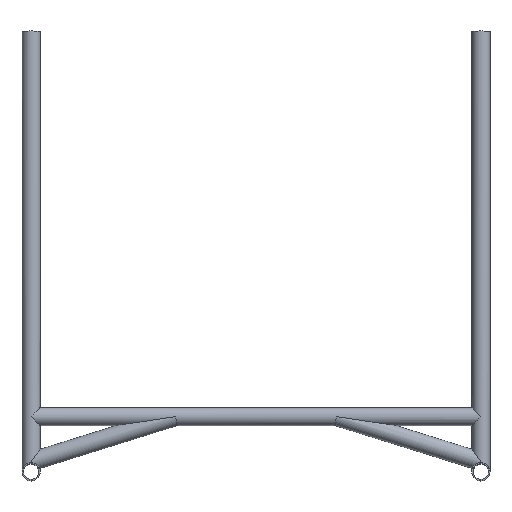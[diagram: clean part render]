
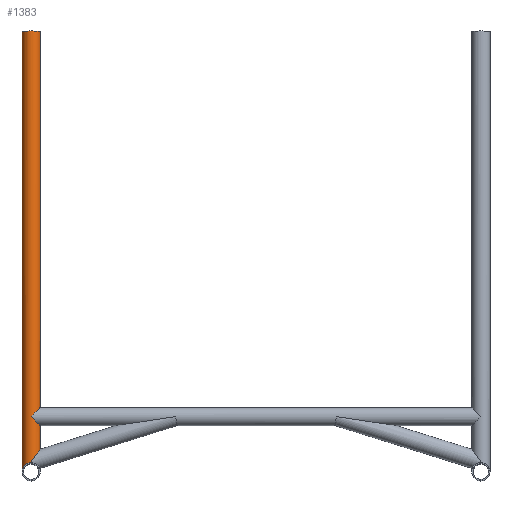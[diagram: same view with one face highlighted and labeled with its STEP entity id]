
A CAD part, top view. The second image highlights one B-rep face of the part: STEP entity #1383.
In plain terms, the highlighted cylindrical face has radius 28.25 mm (diameter 56.5 mm), a partial arc.
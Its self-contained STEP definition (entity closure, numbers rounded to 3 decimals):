
#44 = VECTOR ( 'NONE', #313, 1000. ) ;
#59 = CARTESIAN_POINT ( 'NONE',  ( -728.25, 1200., 0. ) ) ;
#169 = DIRECTION ( 'NONE',  ( 1., 0., 0. ) ) ;
#220 = ORIENTED_EDGE ( 'NONE', *, *, #1928, .F. ) ;
#301 = VERTEX_POINT ( 'NONE', #59 ) ;
#304 = FACE_OUTER_BOUND ( 'NONE', #316, .T. ) ;
#313 = DIRECTION ( 'NONE',  ( 0., -1., 0. ) ) ;
#316 = EDGE_LOOP ( 'NONE', ( #220, #891, #904, #435 ) ) ;
#330 = CARTESIAN_POINT ( 'NONE',  ( -671.75, 1200., 0. ) ) ;
#335 = CARTESIAN_POINT ( 'NONE',  ( -728.25, 1200., 0. ) ) ;
#435 = ORIENTED_EDGE ( 'NONE', *, *, #1541, .F. ) ;
#582 = DIRECTION ( 'NONE',  ( 0., -1., 0. ) ) ;
#614 = CARTESIAN_POINT ( 'NONE',  ( -728.25, -171.75, 0. ) ) ;
#690 = AXIS2_PLACEMENT_3D ( 'NONE', #1528, #1293, #2095 ) ;
#730 = LINE ( 'NONE', #911, #44 ) ;
#732 = AXIS2_PLACEMENT_3D ( 'NONE', #2159, #1146, #169 ) ;
#780 = CIRCLE ( 'NONE', #690, 28.25 ) ;
#857 = CARTESIAN_POINT ( 'NONE',  ( -671.75, -171.75, 0. ) ) ;
#891 = ORIENTED_EDGE ( 'NONE', *, *, #2037, .T. ) ;
#903 = LINE ( 'NONE', #335, #1900 ) ;
#904 = ORIENTED_EDGE ( 'NONE', *, *, #2437, .F. ) ;
#911 = CARTESIAN_POINT ( 'NONE',  ( -671.75, 1200., 0. ) ) ;
#967 = CYLINDRICAL_SURFACE ( 'NONE', #732, 28.25 ) ;
#1027 = VERTEX_POINT ( 'NONE', #330 ) ;
#1071 = VERTEX_POINT ( 'NONE', #1814 ) ;
#1146 = DIRECTION ( 'NONE',  ( 0., -1., 0. ) ) ;
#1293 = DIRECTION ( 'NONE',  ( 0., 1., 0. ) ) ;
#1383 = ADVANCED_FACE ( 'NONE', ( #304 ), #967, .T. ) ;
#1528 = CARTESIAN_POINT ( 'NONE',  ( -700., 1200., 0. ) ) ;
#1541 = EDGE_CURVE ( 'NONE', #1027, #1071, #730, .T. ) ;
#1606 = CARTESIAN_POINT ( 'NONE',  ( -728.25, -115.25, 56.5 ) ) ;
#1814 = CARTESIAN_POINT ( 'NONE',  ( -671.75, -171.75, 0. ) ) ;
#1849 = CARTESIAN_POINT ( 'NONE',  ( -728.25, -171.75, 0. ) ) ;
#1855 = VERTEX_POINT ( 'NONE', #1849 ) ;
#1900 = VECTOR ( 'NONE', #582, 1000. ) ;
#1928 = EDGE_CURVE ( 'NONE', #301, #1027, #780, .T. ) ;
#2034 = CARTESIAN_POINT ( 'NONE',  ( -671.75, -115.25, 56.5 ) ) ;
#2037 = EDGE_CURVE ( 'NONE', #301, #1855, #903, .T. ) ;
#2095 = DIRECTION ( 'NONE',  ( -1., 0., 0. ) ) ;
#2159 = CARTESIAN_POINT ( 'NONE',  ( -700., 1200., 0. ) ) ;
#2422 =( BOUNDED_CURVE ( )  B_SPLINE_CURVE ( 3, ( #857, #2034, #1606, #614 ),
 .UNSPECIFIED., .F., .T. ) 
 B_SPLINE_CURVE_WITH_KNOTS ( ( 4, 4 ),
 ( 1.571, 4.712 ),
 .UNSPECIFIED. ) 
 CURVE ( )  GEOMETRIC_REPRESENTATION_ITEM ( )  RATIONAL_B_SPLINE_CURVE ( ( 1., 0.333, 0.333, 1. ) ) 
 REPRESENTATION_ITEM ( '' )  );
#2437 = EDGE_CURVE ( 'NONE', #1071, #1855, #2422, .T. ) ;
